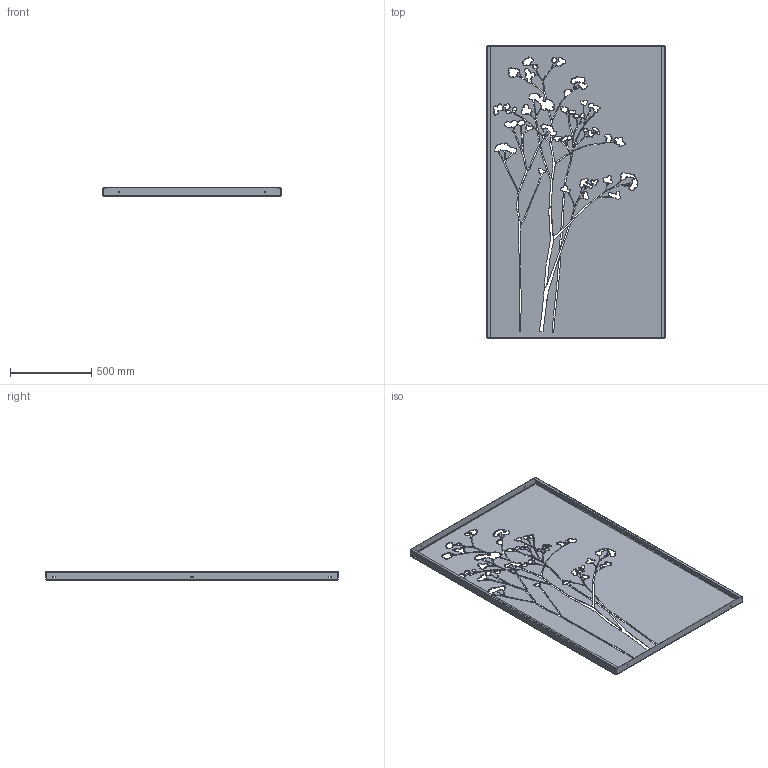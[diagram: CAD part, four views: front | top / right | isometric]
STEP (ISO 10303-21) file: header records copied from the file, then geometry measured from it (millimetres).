
FILE_DESCRIPTION (( 'STEP AP203' ), '1' );
FILE_NAME ('APN07.STEP', '2019-10-18T09:10:31', ( '' ), ( '' ), 'SwSTEP 2.0', 'SolidWorks 2019', '' );
FILE_SCHEMA (( 'CONFIG_CONTROL_DESIGN' ));
Products named in the file (1): APN07
Bounding box: 1100 x 1800 x 50 mm (x, y, z)
Volume: 6385048.7 mm3; surface area: 4384378.3 mm2
Topology: 1 solids, 1 shells, 1715 faces, 5093 edges, 3380 vertices
Faces by surface type: bspline 1495, plane 148, cylinder 72
Entity records: 78275 total; most frequent: CARTESIAN_POINT 42279, ORIENTED_EDGE 10186, EDGE_CURVE 5093, VERTEX_POINT 3380, B_SPLINE_CURVE_WITH_KNOTS 2995, DIRECTION 2668, LINE 1970, VECTOR 1970
